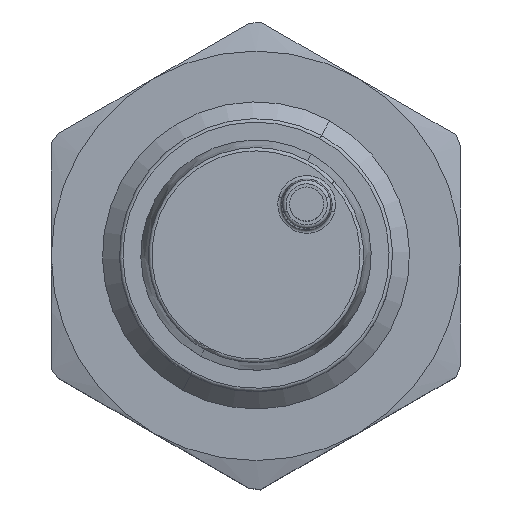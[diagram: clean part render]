
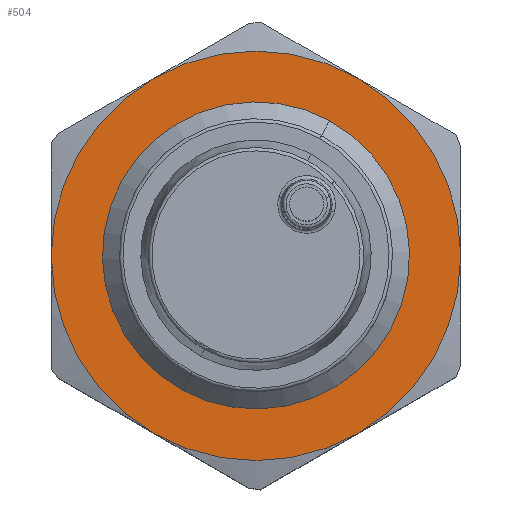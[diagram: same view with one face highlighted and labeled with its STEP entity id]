
A CAD part, top view. The second image highlights one B-rep face of the part: STEP entity #504.
In plain terms, the highlighted planar face has unit normal (0, 0, 1).
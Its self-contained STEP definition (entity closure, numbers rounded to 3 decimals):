
#504=ADVANCED_FACE('Body.6',(#1362,#1363),#1364,.F.);
#1362=FACE_OUTER_BOUND('',#2226,.T.);
#1363=FACE_BOUND('',#2227,.T.);
#1364=PLANE('',#2228);
#2226=EDGE_LOOP('',(#5801,#5802,#5803,#5804,#5805,#5806));
#2227=EDGE_LOOP('',(#5807,#5808,#5809));
#2228=AXIS2_PLACEMENT_3D('',#5810,#5811,#5812);
#5801=ORIENTED_EDGE('',*,*,#6846,.F.);
#5802=ORIENTED_EDGE('',*,*,#6842,.F.);
#5803=ORIENTED_EDGE('',*,*,#6856,.F.);
#5804=ORIENTED_EDGE('',*,*,#6834,.F.);
#5805=ORIENTED_EDGE('',*,*,#6821,.F.);
#5806=ORIENTED_EDGE('',*,*,#6825,.F.);
#5807=ORIENTED_EDGE('',*,*,#7016,.F.);
#5808=ORIENTED_EDGE('',*,*,#7017,.F.);
#5809=ORIENTED_EDGE('',*,*,#6513,.F.);
#5810=CARTESIAN_POINT('',(0.,0.,13.0));
#5811=DIRECTION('',(0.0,0.0,-1.0));
#5812=DIRECTION('',(0.0,-1.0,0.0));
#6513=EDGE_CURVE('',#8117,#8120,#8121,.F.);
#6821=EDGE_CURVE('',#8717,#8728,#8729,.F.);
#6825=EDGE_CURVE('',#8733,#8717,#8735,.F.);
#6834=EDGE_CURVE('',#8728,#8739,#8751,.F.);
#6842=EDGE_CURVE('',#8755,#8766,#8767,.F.);
#6846=EDGE_CURVE('',#8766,#8733,#8773,.F.);
#6856=EDGE_CURVE('',#8739,#8755,#8787,.F.);
#7016=EDGE_CURVE('',#8952,#8117,#8953,.F.);
#7017=EDGE_CURVE('',#8120,#8952,#8954,.F.);
#8117=VERTEX_POINT('',#11209);
#8120=VERTEX_POINT('',#11213);
#8121=CIRCLE('',#11214,8.8);
#8717=VERTEX_POINT('',#12402);
#8728=VERTEX_POINT('',#12449);
#8729=CIRCLE('',#12450,12.0);
#8733=VERTEX_POINT('',#12461);
#8735=CIRCLE('',#12467,12.0);
#8739=VERTEX_POINT('',#12472);
#8751=CIRCLE('',#12524,12.0);
#8755=VERTEX_POINT('',#12529);
#8766=VERTEX_POINT('',#12576);
#8767=CIRCLE('',#12577,12.0);
#8773=CIRCLE('',#12594,12.0);
#8787=CIRCLE('',#12640,12.0);
#8952=VERTEX_POINT('',#12994);
#8953=CIRCLE('',#12995,8.8);
#8954=CIRCLE('',#12996,8.8);
#11209=CARTESIAN_POINT('',(-0.208,-8.798,13.0));
#11213=CARTESIAN_POINT('',(0.208,8.798,13.0));
#11214=AXIS2_PLACEMENT_3D('',#13871,#13872,#13873);
#12402=CARTESIAN_POINT('',(6.,-10.392,13.));
#12449=CARTESIAN_POINT('',(-6.,-10.392,13.));
#12450=AXIS2_PLACEMENT_3D('',#14186,#14187,#14188);
#12461=CARTESIAN_POINT('',(12.0,0.,13.0));
#12467=AXIS2_PLACEMENT_3D('',#14189,#14190,#14191);
#12472=CARTESIAN_POINT('',(-12.0,0.,13.0));
#12524=AXIS2_PLACEMENT_3D('',#14194,#14195,#14196);
#12529=CARTESIAN_POINT('',(-6.,10.392,13.));
#12576=CARTESIAN_POINT('',(6.,10.392,13.));
#12577=AXIS2_PLACEMENT_3D('',#14199,#14200,#14201);
#12594=AXIS2_PLACEMENT_3D('',#14202,#14203,#14204);
#12640=AXIS2_PLACEMENT_3D('',#14208,#14209,#14210);
#12994=CARTESIAN_POINT('',(-7.723,-4.219,13.0));
#12995=AXIS2_PLACEMENT_3D('',#14374,#14375,#14376);
#12996=AXIS2_PLACEMENT_3D('',#14377,#14378,#14379);
#13871=CARTESIAN_POINT('',(0.,0.,13.0));
#13872=DIRECTION('',(0.0,0.0,-1.0));
#13873=DIRECTION('',(1.0,0.0,0.0));
#14186=CARTESIAN_POINT('',(0.0,0.0,13.0));
#14187=DIRECTION('',(0.0,0.0,1.0));
#14188=DIRECTION('',(1.0,0.0,0.0));
#14189=CARTESIAN_POINT('',(0.0,0.0,13.0));
#14190=DIRECTION('',(0.0,0.0,1.0));
#14191=DIRECTION('',(1.0,0.0,0.0));
#14194=CARTESIAN_POINT('',(0.0,0.0,13.0));
#14195=DIRECTION('',(0.0,0.0,1.0));
#14196=DIRECTION('',(1.0,0.0,0.0));
#14199=CARTESIAN_POINT('',(0.0,0.0,13.0));
#14200=DIRECTION('',(-0.0,0.0,1.0));
#14201=DIRECTION('',(1.0,0.0,0.0));
#14202=CARTESIAN_POINT('',(0.0,0.0,13.0));
#14203=DIRECTION('',(-0.0,0.0,1.0));
#14204=DIRECTION('',(1.0,0.0,0.0));
#14208=CARTESIAN_POINT('',(0.0,0.0,13.0));
#14209=DIRECTION('',(-0.0,0.0,1.0));
#14210=DIRECTION('',(1.0,0.0,0.0));
#14374=CARTESIAN_POINT('',(0.,0.,13.0));
#14375=DIRECTION('',(0.0,0.0,-1.0));
#14376=DIRECTION('',(1.0,0.0,0.0));
#14377=CARTESIAN_POINT('',(0.,0.,13.0));
#14378=DIRECTION('',(0.0,0.0,-1.0));
#14379=DIRECTION('',(1.0,0.0,0.0));
